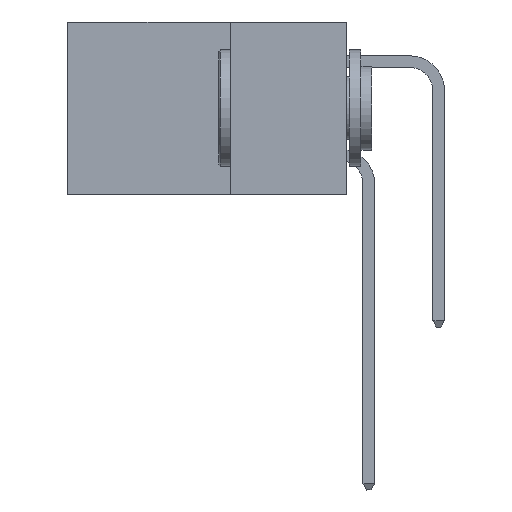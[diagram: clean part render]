
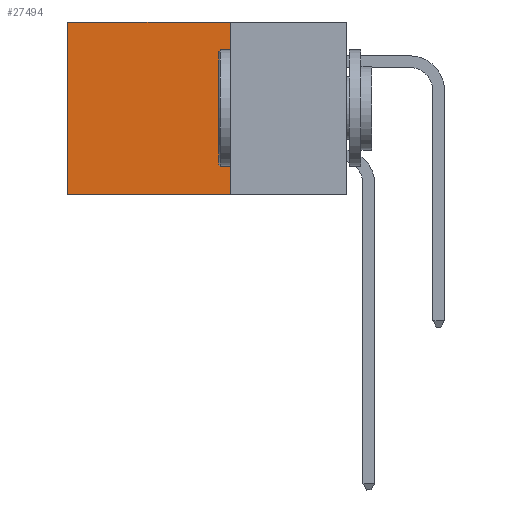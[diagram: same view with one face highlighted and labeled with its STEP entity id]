
A CAD part, left-side view. The second image highlights one B-rep face of the part: STEP entity #27494.
In plain terms, the highlighted planar face has unit normal (-1, 0, 0).
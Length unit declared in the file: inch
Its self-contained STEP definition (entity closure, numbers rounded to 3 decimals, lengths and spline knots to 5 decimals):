
#30 = LINE ( 'NONE', #1987, #24955 ) ;
#328 = LINE ( 'NONE', #4626, #27108 ) ;
#1987 = CARTESIAN_POINT ( 'NONE',  ( 0.2875, 0.6, 0. ) ) ;
#2976 = CARTESIAN_POINT ( 'NONE',  ( 0.2875, 0.25, 0. ) ) ;
#4626 = CARTESIAN_POINT ( 'NONE',  ( 0.2875, 0.25, 0. ) ) ;
#4892 = VECTOR ( 'NONE', #29309, 39.37008 ) ;
#5155 = LINE ( 'NONE', #5606, #17814 ) ;
#5169 = EDGE_CURVE ( 'NONE', #6491, #23242, #11224, .T. ) ;
#5606 = CARTESIAN_POINT ( 'NONE',  ( 0.2875, 0.25, -0.37 ) ) ;
#5614 = CARTESIAN_POINT ( 'NONE',  ( 0.2875, 0.25, 0. ) ) ;
#6491 = VERTEX_POINT ( 'NONE', #2976 ) ;
#6659 = EDGE_CURVE ( 'NONE', #6491, #30628, #328, .T. ) ;
#7427 = PLANE ( 'NONE',  #23066 ) ;
#11224 = LINE ( 'NONE', #5614, #4892 ) ;
#12152 = EDGE_CURVE ( 'NONE', #30628, #30034, #5155, .T. ) ;
#12579 = CARTESIAN_POINT ( 'NONE',  ( 0.2875, 0.25, 0. ) ) ;
#14830 = CARTESIAN_POINT ( 'NONE',  ( 0.2875, 0.25, -0.37 ) ) ;
#17560 = DIRECTION ( 'NONE',  ( 0., 1., 0. ) ) ;
#17814 = VECTOR ( 'NONE', #17560, 39.37008 ) ;
#18698 = CARTESIAN_POINT ( 'NONE',  ( 0.2875, 0.6, -0.37 ) ) ;
#19036 = ORIENTED_EDGE ( 'NONE', *, *, #5169, .T. ) ;
#19534 = DIRECTION ( 'NONE',  ( 0., 0., -1. ) ) ;
#19633 = DIRECTION ( 'NONE',  ( 1., 0., 0. ) ) ;
#20993 = ORIENTED_EDGE ( 'NONE', *, *, #30301, .T. ) ;
#22524 = ORIENTED_EDGE ( 'NONE', *, *, #6659, .F. ) ;
#22640 = ORIENTED_EDGE ( 'NONE', *, *, #12152, .F. ) ;
#23066 = AXIS2_PLACEMENT_3D ( 'NONE', #12579, #19633, #19534 ) ;
#23242 = VERTEX_POINT ( 'NONE', #30085 ) ;
#23321 = DIRECTION ( 'NONE',  ( 0., 0., -1. ) ) ;
#24139 = EDGE_LOOP ( 'NONE', ( #20993, #22640, #22524, #19036 ) ) ;
#24526 = FACE_OUTER_BOUND ( 'NONE', #24139, .T. ) ;
#24955 = VECTOR ( 'NONE', #23321, 39.37008 ) ;
#27108 = VECTOR ( 'NONE', #28018, 39.37008 ) ;
#27494 = ADVANCED_FACE ( 'NONE', ( #24526 ), #7427, .F. ) ;
#28018 = DIRECTION ( 'NONE',  ( 0., 0., -1. ) ) ;
#29309 = DIRECTION ( 'NONE',  ( 0., 1., 0. ) ) ;
#30034 = VERTEX_POINT ( 'NONE', #18698 ) ;
#30085 = CARTESIAN_POINT ( 'NONE',  ( 0.2875, 0.6, 0. ) ) ;
#30301 = EDGE_CURVE ( 'NONE', #23242, #30034, #30, .T. ) ;
#30628 = VERTEX_POINT ( 'NONE', #14830 ) ;
